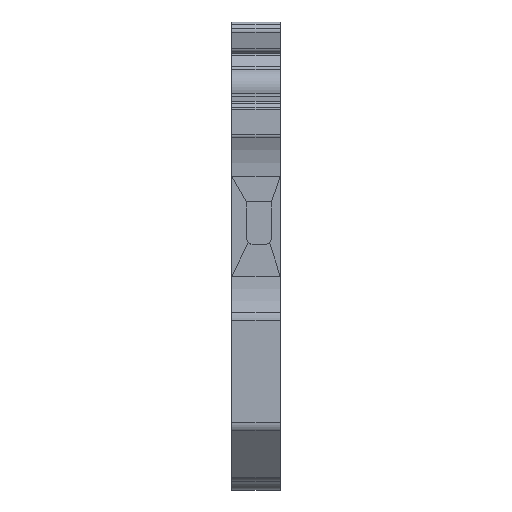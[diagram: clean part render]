
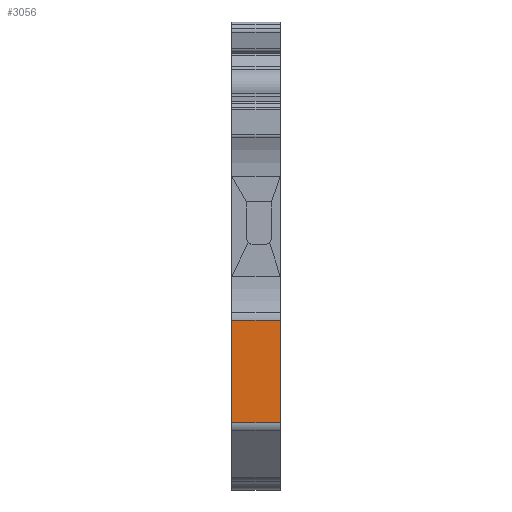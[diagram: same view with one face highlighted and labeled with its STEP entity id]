
A CAD part, left-side view. The second image highlights one B-rep face of the part: STEP entity #3056.
In plain terms, the highlighted face is planar.
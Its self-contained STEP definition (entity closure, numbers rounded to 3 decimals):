
#244 = ORIENTED_EDGE ( 'NONE', *, *, #1053, .T. ) ;
#797 = CARTESIAN_POINT ( 'NONE',  ( 0., 8.1, 10.231 ) ) ;
#833 = CARTESIAN_POINT ( 'NONE',  ( -5., 8.1, 10.231 ) ) ;
#1053 = EDGE_CURVE ( 'NONE', #7977, #5799, #1980, .T. ) ;
#1263 = CARTESIAN_POINT ( 'NONE',  ( -5., 8.1, -0.345 ) ) ;
#1452 = DIRECTION ( 'NONE',  ( 0., 0., 1. ) ) ;
#1905 = CARTESIAN_POINT ( 'NONE',  ( -5., 8.1, -0.345 ) ) ;
#1980 = LINE ( 'NONE', #797, #3349 ) ;
#2152 = CARTESIAN_POINT ( 'NONE',  ( -5., 8.1, 10.231 ) ) ;
#2170 = EDGE_CURVE ( 'NONE', #5840, #5392, #6307, .T. ) ;
#2620 = CARTESIAN_POINT ( 'NONE',  ( -5., 8.1, 10.231 ) ) ;
#2759 = VECTOR ( 'NONE', #6274, 1000. ) ;
#3056 = ADVANCED_FACE ( 'NONE', ( #5187 ), #5966, .F. ) ;
#3061 = LINE ( 'NONE', #1263, #2759 ) ;
#3349 = VECTOR ( 'NONE', #4487, 1000. ) ;
#3391 = AXIS2_PLACEMENT_3D ( 'NONE', #833, #3995, #1452 ) ;
#3840 = EDGE_CURVE ( 'NONE', #5840, #7977, #7864, .T. ) ;
#3995 = DIRECTION ( 'NONE',  ( 0., -1., 0. ) ) ;
#4209 = ORIENTED_EDGE ( 'NONE', *, *, #2170, .F. ) ;
#4392 = CARTESIAN_POINT ( 'NONE',  ( 0., 8.1, -0.345 ) ) ;
#4416 = DIRECTION ( 'NONE',  ( 0., 0., -1. ) ) ;
#4487 = DIRECTION ( 'NONE',  ( 0., 0., -1. ) ) ;
#4517 = ORIENTED_EDGE ( 'NONE', *, *, #4902, .F. ) ;
#4902 = EDGE_CURVE ( 'NONE', #5392, #5799, #3061, .T. ) ;
#5187 = FACE_OUTER_BOUND ( 'NONE', #7248, .T. ) ;
#5192 = ORIENTED_EDGE ( 'NONE', *, *, #3840, .T. ) ;
#5392 = VERTEX_POINT ( 'NONE', #1905 ) ;
#5799 = VERTEX_POINT ( 'NONE', #4392 ) ;
#5840 = VERTEX_POINT ( 'NONE', #2620 ) ;
#5938 = DIRECTION ( 'NONE',  ( 1., 0., 0. ) ) ;
#5966 = PLANE ( 'NONE',  #3391 ) ;
#6262 = CARTESIAN_POINT ( 'NONE',  ( 0., 8.1, 10.231 ) ) ;
#6274 = DIRECTION ( 'NONE',  ( 1., 0., 0. ) ) ;
#6307 = LINE ( 'NONE', #7058, #6393 ) ;
#6393 = VECTOR ( 'NONE', #4416, 1000. ) ;
#7058 = CARTESIAN_POINT ( 'NONE',  ( -5., 8.1, 10.231 ) ) ;
#7248 = EDGE_LOOP ( 'NONE', ( #244, #4517, #4209, #5192 ) ) ;
#7864 = LINE ( 'NONE', #2152, #8116 ) ;
#7977 = VERTEX_POINT ( 'NONE', #6262 ) ;
#8116 = VECTOR ( 'NONE', #5938, 1000. ) ;
